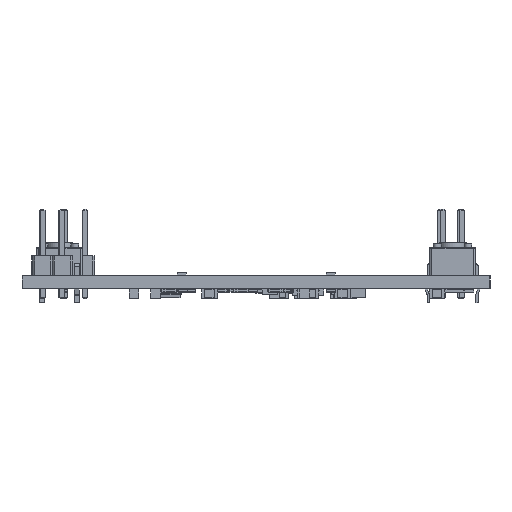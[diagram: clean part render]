
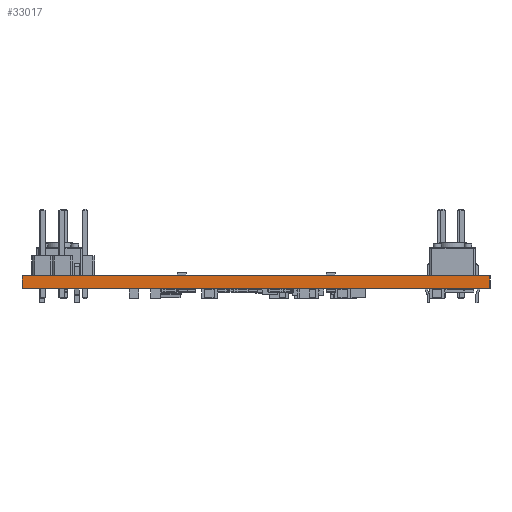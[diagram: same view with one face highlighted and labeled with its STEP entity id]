
A CAD part, left-side view. The second image highlights one B-rep face of the part: STEP entity #33017.
In plain terms, the highlighted planar face has unit normal (-1, 0, 0).
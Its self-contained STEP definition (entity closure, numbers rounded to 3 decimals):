
#32961 = VERTEX_POINT('',#32962);
#32962 = CARTESIAN_POINT('',(5.334,5.334,1.6));
#32968 = EDGE_CURVE('',#32969,#32961,#32971,.T.);
#32969 = VERTEX_POINT('',#32970);
#32970 = CARTESIAN_POINT('',(5.334,5.334,0.));
#32971 = LINE('',#32972,#32973);
#32972 = CARTESIAN_POINT('',(5.334,5.334,0.));
#32973 = VECTOR('',#32974,1.);
#32974 = DIRECTION('',(0.,0.,1.));
#33017 = ADVANCED_FACE('',(#33018),#33043,.T.);
#33018 = FACE_BOUND('',#33019,.T.);
#33019 = EDGE_LOOP('',(#33020,#33021,#33029,#33037));
#33020 = ORIENTED_EDGE('',*,*,#32968,.T.);
#33021 = ORIENTED_EDGE('',*,*,#33022,.T.);
#33022 = EDGE_CURVE('',#32961,#33023,#33025,.T.);
#33023 = VERTEX_POINT('',#33024);
#33024 = CARTESIAN_POINT('',(5.334,65.786,1.6));
#33025 = LINE('',#33026,#33027);
#33026 = CARTESIAN_POINT('',(5.334,5.334,1.6));
#33027 = VECTOR('',#33028,1.);
#33028 = DIRECTION('',(0.,1.,0.));
#33029 = ORIENTED_EDGE('',*,*,#33030,.F.);
#33030 = EDGE_CURVE('',#33031,#33023,#33033,.T.);
#33031 = VERTEX_POINT('',#33032);
#33032 = CARTESIAN_POINT('',(5.334,65.786,0.));
#33033 = LINE('',#33034,#33035);
#33034 = CARTESIAN_POINT('',(5.334,65.786,0.));
#33035 = VECTOR('',#33036,1.);
#33036 = DIRECTION('',(0.,0.,1.));
#33037 = ORIENTED_EDGE('',*,*,#33038,.F.);
#33038 = EDGE_CURVE('',#32969,#33031,#33039,.T.);
#33039 = LINE('',#33040,#33041);
#33040 = CARTESIAN_POINT('',(5.334,5.334,0.));
#33041 = VECTOR('',#33042,1.);
#33042 = DIRECTION('',(0.,1.,0.));
#33043 = PLANE('',#33044);
#33044 = AXIS2_PLACEMENT_3D('',#33045,#33046,#33047);
#33045 = CARTESIAN_POINT('',(5.334,5.334,0.));
#33046 = DIRECTION('',(-1.,0.,0.));
#33047 = DIRECTION('',(0.,1.,0.));
